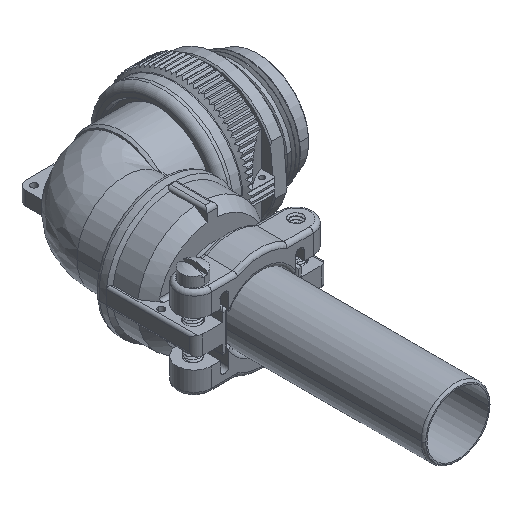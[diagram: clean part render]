
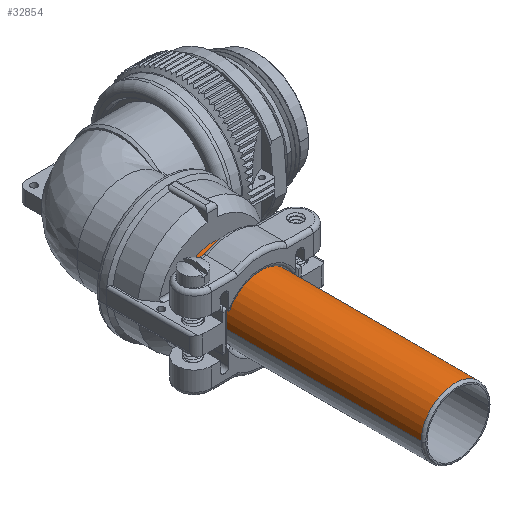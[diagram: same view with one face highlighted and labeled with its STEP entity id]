
A CAD part, isometric view. The second image highlights one B-rep face of the part: STEP entity #32854.
In plain terms, the highlighted cylindrical face has radius 7.81 mm (diameter 15.62 mm), a partial arc.
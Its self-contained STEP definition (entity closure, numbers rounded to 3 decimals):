
#32639=DIRECTION('',(0.,1.,0.));
#32640=VECTOR('',#32639,56.458);
#32641=CARTESIAN_POINT('',(21.198,-57.968,-16.865));
#32642=LINE('3265',#32641,#32640);
#32648=DIRECTION('',(0.,1.,0.));
#32649=VECTOR('',#32648,56.458);
#32650=CARTESIAN_POINT('',(5.578,-57.968,-16.865));
#32651=LINE('3267',#32650,#32649);
#32657=CARTESIAN_POINT('',(13.388,-57.968,-16.865));
#32658=DIRECTION('',(0.,-1.,0.));
#32659=DIRECTION('',(1.,0.,0.));
#32660=AXIS2_PLACEMENT_3D('',#32657,#32658,#32659);
#32662=CARTESIAN_POINT('',(13.388,-1.51,-16.865));
#32663=DIRECTION('',(0.,1.,0.));
#32664=DIRECTION('',(-1.,0.,0.));
#32665=AXIS2_PLACEMENT_3D('',#32662,#32663,#32664);
#32691=CARTESIAN_POINT('',(21.198,-57.968,-16.865));
#32692=CARTESIAN_POINT('',(21.198,-1.51,-16.865));
#32693=VERTEX_POINT('',#32691);
#32694=VERTEX_POINT('',#32692);
#32699=CARTESIAN_POINT('',(5.578,-57.968,-16.865));
#32700=CARTESIAN_POINT('',(5.578,-1.51,-16.865));
#32701=VERTEX_POINT('',#32699);
#32702=VERTEX_POINT('',#32700);
#32842=CARTESIAN_POINT('',(13.388,4.707,-16.865));
#32843=DIRECTION('',(0.,-1.,0.));
#32844=DIRECTION('',(-1.,0.,0.));
#32845=AXIS2_PLACEMENT_3D('',#32842,#32843,#32844);
#32846=CYLINDRICAL_SURFACE('3257',#32845,7.81);
#32847=ORIENTED_EDGE('3265',*,*,#32825,.F.);
#32848=ORIENTED_EDGE('3281',*,*,#32788,.T.);
#32849=ORIENTED_EDGE('3267',*,*,#32829,.T.);
#32851=ORIENTED_EDGE('3273',*,*,#32850,.T.);
#32852=EDGE_LOOP('3257',(#32847,#32848,#32849,#32851));
#32853=FACE_OUTER_BOUND('3257',#32852,.F.);
#32661=CIRCLE('3281',#32660,7.81);
#32666=CIRCLE('3273',#32665,7.81);
#32788=EDGE_CURVE('3281',#32693,#32701,#32661,.T.);
#32825=EDGE_CURVE('3265',#32693,#32694,#32642,.T.);
#32829=EDGE_CURVE('3267',#32701,#32702,#32651,.T.);
#32850=EDGE_CURVE('3273',#32702,#32694,#32666,.T.);
#32854=ADVANCED_FACE('3257',(#32853),#32846,.T.);
